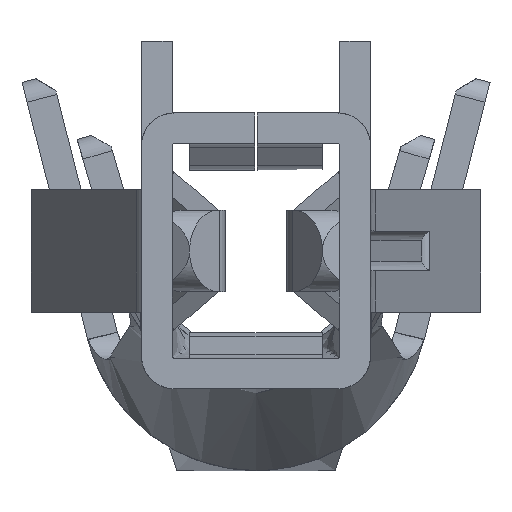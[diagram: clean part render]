
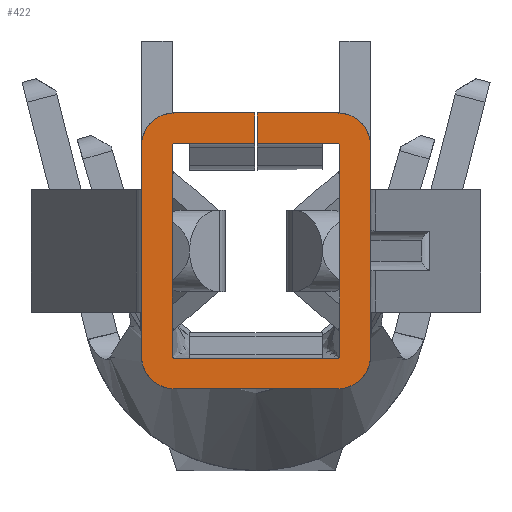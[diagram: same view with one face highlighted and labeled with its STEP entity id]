
A CAD part, front view. The second image highlights one B-rep face of the part: STEP entity #422.
In plain terms, the highlighted planar face has unit normal (0, -1, 0).
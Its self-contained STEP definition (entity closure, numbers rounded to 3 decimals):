
#422 = ADVANCED_FACE( '', ( #1061 ), #1062, .T. );
#1061 = FACE_OUTER_BOUND( '', #2647, .T. );
#1062 = PLANE( '', #2648 );
#2647 = EDGE_LOOP( '', ( #4289, #4290, #4291, #4292, #4293, #4294, #4295, #4296, #4297, #4298, #4299, #4300, #4301, #4302, #4303, #4304, #4305, #4306, #4307, #4308 ) );
#2648 = AXIS2_PLACEMENT_3D( '', #4309, #4310, #4311 );
#4289 = ORIENTED_EDGE( '', *, *, #6782, .T. );
#4290 = ORIENTED_EDGE( '', *, *, #6783, .T. );
#4291 = ORIENTED_EDGE( '', *, *, #6784, .T. );
#4292 = ORIENTED_EDGE( '', *, *, #6785, .T. );
#4293 = ORIENTED_EDGE( '', *, *, #6786, .T. );
#4294 = ORIENTED_EDGE( '', *, *, #6704, .T. );
#4295 = ORIENTED_EDGE( '', *, *, #6787, .T. );
#4296 = ORIENTED_EDGE( '', *, *, #6788, .T. );
#4297 = ORIENTED_EDGE( '', *, *, #6789, .T. );
#4298 = ORIENTED_EDGE( '', *, *, #6790, .F. );
#4299 = ORIENTED_EDGE( '', *, *, #6791, .F. );
#4300 = ORIENTED_EDGE( '', *, *, #6792, .F. );
#4301 = ORIENTED_EDGE( '', *, *, #6793, .F. );
#4302 = ORIENTED_EDGE( '', *, *, #6794, .F. );
#4303 = ORIENTED_EDGE( '', *, *, #6531, .F. );
#4304 = ORIENTED_EDGE( '', *, *, #6772, .F. );
#4305 = ORIENTED_EDGE( '', *, *, #6662, .F. );
#4306 = ORIENTED_EDGE( '', *, *, #6795, .F. );
#4307 = ORIENTED_EDGE( '', *, *, #6796, .F. );
#4308 = ORIENTED_EDGE( '', *, *, #6797, .T. );
#4309 = CARTESIAN_POINT( '', ( 0.005, 0., 0.675 ) );
#4310 = DIRECTION( '', ( 0., -1., 0. ) );
#4311 = DIRECTION( '', ( 1., 0., 0. ) );
#6531 = EDGE_CURVE( '', #7687, #7689, #7690, .T. );
#6662 = EDGE_CURVE( '', #7915, #7910, #7917, .T. );
#6704 = EDGE_CURVE( '', #7987, #7985, #7988, .T. );
#6772 = EDGE_CURVE( '', #7910, #7687, #8097, .F. );
#6782 = EDGE_CURVE( '', #8112, #8113, #8114, .T. );
#6783 = EDGE_CURVE( '', #8113, #8115, #8116, .T. );
#6784 = EDGE_CURVE( '', #8115, #8117, #8118, .T. );
#6785 = EDGE_CURVE( '', #8117, #8119, #8120, .T. );
#6786 = EDGE_CURVE( '', #8119, #7987, #8121, .T. );
#6787 = EDGE_CURVE( '', #7985, #8122, #8123, .T. );
#6788 = EDGE_CURVE( '', #8122, #8124, #8125, .T. );
#6789 = EDGE_CURVE( '', #8124, #8126, #8127, .T. );
#6790 = EDGE_CURVE( '', #8128, #8126, #8129, .T. );
#6791 = EDGE_CURVE( '', #8130, #8128, #8131, .T. );
#6792 = EDGE_CURVE( '', #8132, #8130, #8133, .F. );
#6793 = EDGE_CURVE( '', #8134, #8132, #8135, .T. );
#6794 = EDGE_CURVE( '', #7689, #8134, #8136, .F. );
#6795 = EDGE_CURVE( '', #8137, #7915, #8138, .F. );
#6796 = EDGE_CURVE( '', #8139, #8137, #8140, .T. );
#6797 = EDGE_CURVE( '', #8139, #8112, #8141, .T. );
#7687 = VERTEX_POINT( '', #9417 );
#7689 = VERTEX_POINT( '', #9420 );
#7690 = LINE( '', #9421, #9422 );
#7910 = VERTEX_POINT( '', #9759 );
#7915 = VERTEX_POINT( '', #9766 );
#7917 = LINE( '', #9769, #9770 );
#7985 = VERTEX_POINT( '', #9893 );
#7987 = VERTEX_POINT( '', #9896 );
#7988 = CIRCLE( '', #9897, 0.01 );
#8097 = CIRCLE( '', #10071, 0.16 );
#8112 = VERTEX_POINT( '', #10100 );
#8113 = VERTEX_POINT( '', #10101 );
#8114 = LINE( '', #10102, #10103 );
#8115 = VERTEX_POINT( '', #10104 );
#8116 = CIRCLE( '', #10105, 0.01 );
#8117 = VERTEX_POINT( '', #10106 );
#8118 = LINE( '', #10107, #10108 );
#8119 = VERTEX_POINT( '', #10109 );
#8120 = CIRCLE( '', #10110, 0.01 );
#8121 = LINE( '', #10111, #10112 );
#8122 = VERTEX_POINT( '', #10113 );
#8123 = LINE( '', #10114, #10115 );
#8124 = VERTEX_POINT( '', #10116 );
#8125 = CIRCLE( '', #10117, 0.01 );
#8126 = VERTEX_POINT( '', #10118 );
#8127 = LINE( '', #10119, #10120 );
#8128 = VERTEX_POINT( '', #10121 );
#8129 = LINE( '', #10122, #10123 );
#8130 = VERTEX_POINT( '', #10124 );
#8131 = LINE( '', #10125, #10126 );
#8132 = VERTEX_POINT( '', #10127 );
#8133 = CIRCLE( '', #10128, 0.16 );
#8134 = VERTEX_POINT( '', #10129 );
#8135 = LINE( '', #10130, #10131 );
#8136 = CIRCLE( '', #10132, 0.16 );
#8137 = VERTEX_POINT( '', #10133 );
#8138 = CIRCLE( '', #10134, 0.16 );
#8139 = VERTEX_POINT( '', #10135 );
#8140 = LINE( '', #10136, #10137 );
#8141 = LINE( '', #10138, #10139 );
#9417 = CARTESIAN_POINT( '', ( 0.4, 0., -0.675 ) );
#9420 = CARTESIAN_POINT( '', ( -0.4, 0., -0.675 ) );
#9421 = CARTESIAN_POINT( '', ( 0.56, 0., -0.675 ) );
#9422 = VECTOR( '', #11919, 1000. );
#9759 = CARTESIAN_POINT( '', ( 0.56, 0., -0.515 ) );
#9766 = CARTESIAN_POINT( '', ( 0.56, 0., 0.515 ) );
#9769 = CARTESIAN_POINT( '', ( 0.56, 0., 0.675 ) );
#9770 = VECTOR( '', #12058, 1000. );
#9893 = CARTESIAN_POINT( '', ( -0.41, 0., -0.515 ) );
#9896 = CARTESIAN_POINT( '', ( -0.4, 0., -0.525 ) );
#9897 = AXIS2_PLACEMENT_3D( '', #12100, #12101, #12102 );
#10071 = AXIS2_PLACEMENT_3D( '', #12181, #12182, #12183 );
#10100 = CARTESIAN_POINT( '', ( 0.005, 0., 0.525 ) );
#10101 = CARTESIAN_POINT( '', ( 0.4, 0., 0.525 ) );
#10102 = CARTESIAN_POINT( '', ( 0.005, 0., 0.525 ) );
#10103 = VECTOR( '', #12192, 1000. );
#10104 = CARTESIAN_POINT( '', ( 0.41, 0., 0.515 ) );
#10105 = AXIS2_PLACEMENT_3D( '', #12193, #12194, #12195 );
#10106 = CARTESIAN_POINT( '', ( 0.41, 0., -0.515 ) );
#10107 = CARTESIAN_POINT( '', ( 0.41, 0., 0.675 ) );
#10108 = VECTOR( '', #12196, 1000. );
#10109 = CARTESIAN_POINT( '', ( 0.4, 0., -0.525 ) );
#10110 = AXIS2_PLACEMENT_3D( '', #12197, #12198, #12199 );
#10111 = CARTESIAN_POINT( '', ( 0.56, 0., -0.525 ) );
#10112 = VECTOR( '', #12200, 1000. );
#10113 = CARTESIAN_POINT( '', ( -0.41, 0., 0.515 ) );
#10114 = CARTESIAN_POINT( '', ( -0.41, 0., -0.675 ) );
#10115 = VECTOR( '', #12201, 1000. );
#10116 = CARTESIAN_POINT( '', ( -0.4, 0., 0.525 ) );
#10117 = AXIS2_PLACEMENT_3D( '', #12202, #12203, #12204 );
#10118 = CARTESIAN_POINT( '', ( -0.005, 0., 0.525 ) );
#10119 = CARTESIAN_POINT( '', ( -0.56, 0., 0.525 ) );
#10120 = VECTOR( '', #12205, 1000. );
#10121 = CARTESIAN_POINT( '', ( -0.005, 0., 0.675 ) );
#10122 = CARTESIAN_POINT( '', ( -0.005, 0., 0.675 ) );
#10123 = VECTOR( '', #12206, 1000. );
#10124 = CARTESIAN_POINT( '', ( -0.4, 0., 0.675 ) );
#10125 = CARTESIAN_POINT( '', ( -0.56, 0., 0.675 ) );
#10126 = VECTOR( '', #12207, 1000. );
#10127 = CARTESIAN_POINT( '', ( -0.56, 0., 0.515 ) );
#10128 = AXIS2_PLACEMENT_3D( '', #12208, #12209, #12210 );
#10129 = CARTESIAN_POINT( '', ( -0.56, 0., -0.515 ) );
#10130 = CARTESIAN_POINT( '', ( -0.56, 0., -0.675 ) );
#10131 = VECTOR( '', #12211, 1000. );
#10132 = AXIS2_PLACEMENT_3D( '', #12212, #12213, #12214 );
#10133 = CARTESIAN_POINT( '', ( 0.4, 0., 0.675 ) );
#10134 = AXIS2_PLACEMENT_3D( '', #12215, #12216, #12217 );
#10135 = CARTESIAN_POINT( '', ( 0.005, 0., 0.675 ) );
#10136 = CARTESIAN_POINT( '', ( 0.005, 0., 0.675 ) );
#10137 = VECTOR( '', #12218, 1000. );
#10138 = CARTESIAN_POINT( '', ( 0.005, 0., 0.675 ) );
#10139 = VECTOR( '', #12219, 1000. );
#11919 = DIRECTION( '', ( -1., 0., 0. ) );
#12058 = DIRECTION( '', ( 0., 0., -1. ) );
#12100 = CARTESIAN_POINT( '', ( -0.4, 0., -0.515 ) );
#12101 = DIRECTION( '', ( 0., 1., 0. ) );
#12102 = DIRECTION( '', ( 0., 0., 1. ) );
#12181 = CARTESIAN_POINT( '', ( 0.4, 0., -0.515 ) );
#12182 = DIRECTION( '', ( 0., -1., 0. ) );
#12183 = DIRECTION( '', ( 0., 0., -1. ) );
#12192 = DIRECTION( '', ( 1., 0., 0. ) );
#12193 = CARTESIAN_POINT( '', ( 0.4, 0., 0.515 ) );
#12194 = DIRECTION( '', ( 0., 1., 0. ) );
#12195 = DIRECTION( '', ( 0., 0., 1. ) );
#12196 = DIRECTION( '', ( 0., 0., -1. ) );
#12197 = CARTESIAN_POINT( '', ( 0.4, 0., -0.515 ) );
#12198 = DIRECTION( '', ( 0., 1., 0. ) );
#12199 = DIRECTION( '', ( 0., 0., 1. ) );
#12200 = DIRECTION( '', ( -1., 0., 0. ) );
#12201 = DIRECTION( '', ( 0., 0., 1. ) );
#12202 = CARTESIAN_POINT( '', ( -0.4, 0., 0.515 ) );
#12203 = DIRECTION( '', ( 0., 1., 0. ) );
#12204 = DIRECTION( '', ( 0., 0., 1. ) );
#12205 = DIRECTION( '', ( 1., 0., 0. ) );
#12206 = DIRECTION( '', ( 0., 0., -1. ) );
#12207 = DIRECTION( '', ( 1., 0., 0. ) );
#12208 = CARTESIAN_POINT( '', ( -0.4, 0., 0.515 ) );
#12209 = DIRECTION( '', ( 0., -1., 0. ) );
#12210 = DIRECTION( '', ( 0., 0., -1. ) );
#12211 = DIRECTION( '', ( 0., 0., 1. ) );
#12212 = CARTESIAN_POINT( '', ( -0.4, 0., -0.515 ) );
#12213 = DIRECTION( '', ( 0., -1., 0. ) );
#12214 = DIRECTION( '', ( 0., 0., -1. ) );
#12215 = CARTESIAN_POINT( '', ( 0.4, 0., 0.515 ) );
#12216 = DIRECTION( '', ( 0., -1., 0. ) );
#12217 = DIRECTION( '', ( 0., 0., -1. ) );
#12218 = DIRECTION( '', ( 1., 0., 0. ) );
#12219 = DIRECTION( '', ( 0., 0., -1. ) );
